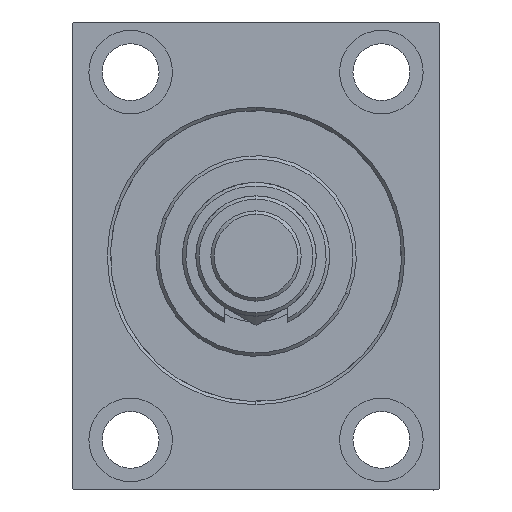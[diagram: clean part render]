
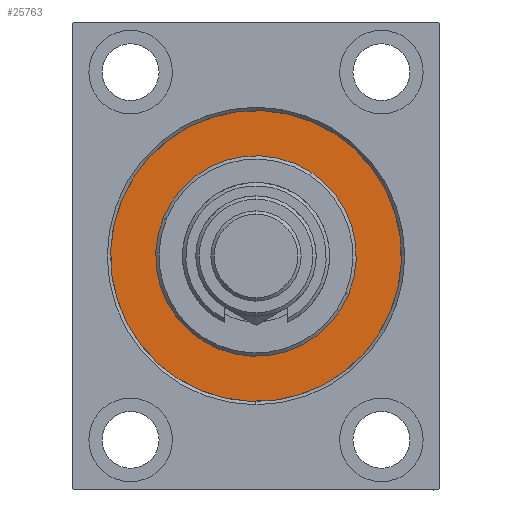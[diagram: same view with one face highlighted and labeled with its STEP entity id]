
A CAD part, left-side view. The second image highlights one B-rep face of the part: STEP entity #25763.
In plain terms, the highlighted face is planar.
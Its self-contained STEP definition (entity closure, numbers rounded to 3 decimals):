
#71 = CIRCLE ( 'NONE', #36439, 30. ) ;
#2597 = AXIS2_PLACEMENT_3D ( 'NONE', #20161, #34608, #16587 ) ;
#4127 = CARTESIAN_POINT ( 'NONE',  ( 0., 0., 0. ) ) ;
#5386 = AXIS2_PLACEMENT_3D ( 'NONE', #21218, #21687, #36136 ) ;
#5563 = DIRECTION ( 'NONE',  ( 0., 0., -1. ) ) ;
#6271 = VERTEX_POINT ( 'NONE', #46549 ) ;
#7213 = ORIENTED_EDGE ( 'NONE', *, *, #29243, .F. ) ;
#10883 = CARTESIAN_POINT ( 'NONE',  ( 0., 0., -30. ) ) ;
#11462 = DIRECTION ( 'NONE',  ( 0., 0., 1. ) ) ;
#11482 = VERTEX_POINT ( 'NONE', #40746 ) ;
#14369 = AXIS2_PLACEMENT_3D ( 'NONE', #4127, #32353, #11462 ) ;
#15427 = EDGE_LOOP ( 'NONE', ( #21074, #22140 ) ) ;
#16587 = DIRECTION ( 'NONE',  ( 0., 0., 1. ) ) ;
#17893 = FACE_BOUND ( 'NONE', #27465, .T. ) ;
#20161 = CARTESIAN_POINT ( 'NONE',  ( 0., 0., 0. ) ) ;
#20594 = EDGE_CURVE ( 'NONE', #11482, #6271, #29109, .T. ) ;
#21074 = ORIENTED_EDGE ( 'NONE', *, *, #20594, .F. ) ;
#21218 = CARTESIAN_POINT ( 'NONE',  ( 0., 0., 0. ) ) ;
#21687 = DIRECTION ( 'NONE',  ( 1., 0., 0. ) ) ;
#22140 = ORIENTED_EDGE ( 'NONE', *, *, #42102, .F. ) ;
#22673 = DIRECTION ( 'NONE',  ( -1., 0., 0. ) ) ;
#22824 = CIRCLE ( 'NONE', #5386, 30. ) ;
#24390 = VERTEX_POINT ( 'NONE', #10883 ) ;
#25523 = CARTESIAN_POINT ( 'NONE',  ( 0., 0., 0. ) ) ;
#25760 = VERTEX_POINT ( 'NONE', #36611 ) ;
#25763 = ADVANCED_FACE ( 'NONE', ( #17893, #32122 ), #28564, .F. ) ;
#27465 = EDGE_LOOP ( 'NONE', ( #7213, #36147 ) ) ;
#27837 = CARTESIAN_POINT ( 'NONE',  ( 0., 0., 0. ) ) ;
#28564 = PLANE ( 'NONE',  #14369 ) ;
#29109 = CIRCLE ( 'NONE', #2597, 43.5 ) ;
#29243 = EDGE_CURVE ( 'NONE', #25760, #24390, #71, .T. ) ;
#29406 = EDGE_CURVE ( 'NONE', #24390, #25760, #22824, .T. ) ;
#32122 = FACE_OUTER_BOUND ( 'NONE', #15427, .T. ) ;
#32353 = DIRECTION ( 'NONE',  ( -1., 0., 0. ) ) ;
#34608 = DIRECTION ( 'NONE',  ( -1., 0., 0. ) ) ;
#36136 = DIRECTION ( 'NONE',  ( 0., 0., -1. ) ) ;
#36147 = ORIENTED_EDGE ( 'NONE', *, *, #29406, .F. ) ;
#36439 = AXIS2_PLACEMENT_3D ( 'NONE', #27837, #42543, #5563 ) ;
#36611 = CARTESIAN_POINT ( 'NONE',  ( 0., 0., 30. ) ) ;
#37116 = DIRECTION ( 'NONE',  ( 0., 0., 1. ) ) ;
#38206 = AXIS2_PLACEMENT_3D ( 'NONE', #25523, #22673, #37116 ) ;
#40746 = CARTESIAN_POINT ( 'NONE',  ( 0., 0., -43.5 ) ) ;
#42102 = EDGE_CURVE ( 'NONE', #6271, #11482, #44261, .T. ) ;
#42543 = DIRECTION ( 'NONE',  ( 1., 0., 0. ) ) ;
#44261 = CIRCLE ( 'NONE', #38206, 43.5 ) ;
#46549 = CARTESIAN_POINT ( 'NONE',  ( 0., 0., 43.5 ) ) ;
